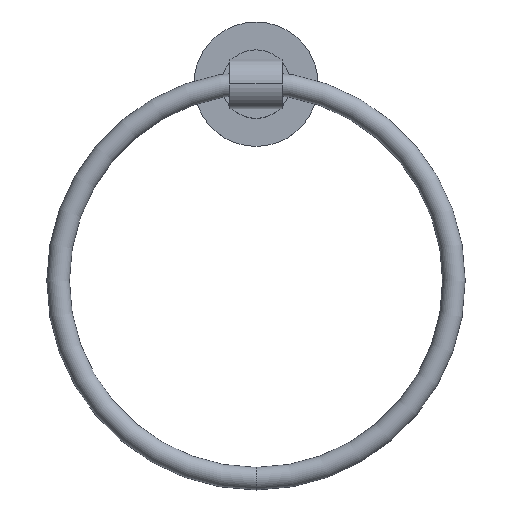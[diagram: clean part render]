
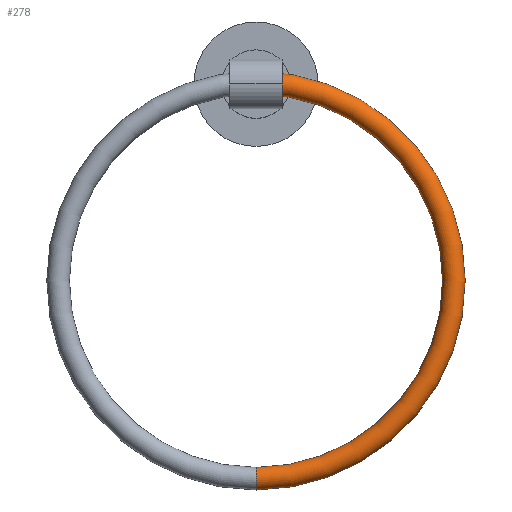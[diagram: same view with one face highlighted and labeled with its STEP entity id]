
A CAD part, top view. The second image highlights one B-rep face of the part: STEP entity #278.
In plain terms, the highlighted toroidal (fillet/blend) face has major radius 87.5 mm and minor radius 5 mm.
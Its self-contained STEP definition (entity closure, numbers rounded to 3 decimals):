
#5 = ORIENTED_EDGE ( 'NONE', *, *, #638, .F. ) ;
#25 = VERTEX_POINT ( 'NONE', #477 ) ;
#51 = AXIS2_PLACEMENT_3D ( 'NONE', #541, #354, #467 ) ;
#63 = AXIS2_PLACEMENT_3D ( 'NONE', #644, #695, #761 ) ;
#67 = VERTEX_POINT ( 'NONE', #360 ) ;
#93 = CARTESIAN_POINT ( 'NONE',  ( 0., 0., 0. ) ) ;
#132 = CIRCLE ( 'NONE', #563, 82.5 ) ;
#149 = VERTEX_POINT ( 'NONE', #536 ) ;
#178 = DIRECTION ( 'NONE',  ( 1., 0., 0. ) ) ;
#181 = DIRECTION ( 'NONE',  ( 0., -1., 0. ) ) ;
#278 = ADVANCED_FACE ( 'NONE', ( #546 ), #515, .T. ) ;
#288 = AXIS2_PLACEMENT_3D ( 'NONE', #707, #178, #413 ) ;
#354 = DIRECTION ( 'NONE',  ( -1., 0., 0. ) ) ;
#360 = CARTESIAN_POINT ( 'NONE',  ( 0., 0., -82.5 ) ) ;
#378 = EDGE_CURVE ( 'NONE', #380, #25, #462, .T. ) ;
#380 = VERTEX_POINT ( 'NONE', #701 ) ;
#397 = EDGE_CURVE ( 'NONE', #67, #149, #132, .T. ) ;
#410 = CARTESIAN_POINT ( 'NONE',  ( 0., 0., 0. ) ) ;
#413 = DIRECTION ( 'NONE',  ( 0., 0., -1. ) ) ;
#416 = CIRCLE ( 'NONE', #288, 5. ) ;
#419 = EDGE_LOOP ( 'NONE', ( #511, #5, #629, #674 ) ) ;
#462 = CIRCLE ( 'NONE', #63, 92.5 ) ;
#467 = DIRECTION ( 'NONE',  ( 0., 0., 1. ) ) ;
#475 = AXIS2_PLACEMENT_3D ( 'NONE', #93, #499, #567 ) ;
#477 = CARTESIAN_POINT ( 'NONE',  ( 0., 0., 92.5 ) ) ;
#493 = CIRCLE ( 'NONE', #51, 5. ) ;
#499 = DIRECTION ( 'NONE',  ( 0., -1., 0. ) ) ;
#511 = ORIENTED_EDGE ( 'NONE', *, *, #378, .F. ) ;
#515 = TOROIDAL_SURFACE ( 'NONE', #475, 87.5, 5. ) ;
#536 = CARTESIAN_POINT ( 'NONE',  ( 0., 0., 82.5 ) ) ;
#541 = CARTESIAN_POINT ( 'NONE',  ( 0., 0., -87.5 ) ) ;
#546 = FACE_OUTER_BOUND ( 'NONE', #419, .T. ) ;
#563 = AXIS2_PLACEMENT_3D ( 'NONE', #410, #181, #763 ) ;
#567 = DIRECTION ( 'NONE',  ( 0., 0., -1. ) ) ;
#597 = EDGE_CURVE ( 'NONE', #149, #25, #416, .T. ) ;
#629 = ORIENTED_EDGE ( 'NONE', *, *, #397, .T. ) ;
#638 = EDGE_CURVE ( 'NONE', #67, #380, #493, .T. ) ;
#644 = CARTESIAN_POINT ( 'NONE',  ( 0., 0., 0. ) ) ;
#674 = ORIENTED_EDGE ( 'NONE', *, *, #597, .T. ) ;
#695 = DIRECTION ( 'NONE',  ( 0., -1., 0. ) ) ;
#701 = CARTESIAN_POINT ( 'NONE',  ( 0., 0., -92.5 ) ) ;
#707 = CARTESIAN_POINT ( 'NONE',  ( 0., 0., 87.5 ) ) ;
#761 = DIRECTION ( 'NONE',  ( 0., 0., -1. ) ) ;
#763 = DIRECTION ( 'NONE',  ( 0., 0., -1. ) ) ;
